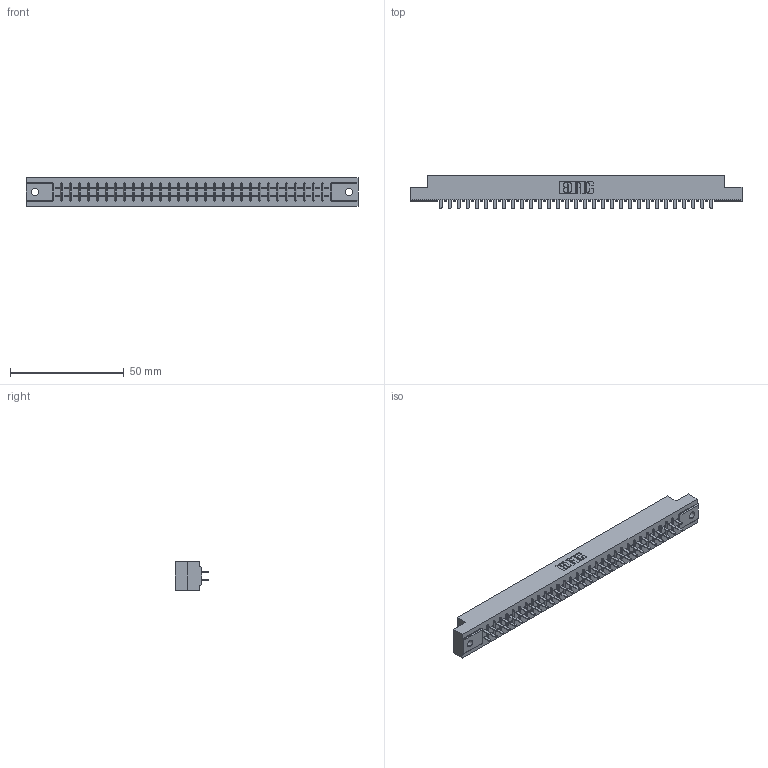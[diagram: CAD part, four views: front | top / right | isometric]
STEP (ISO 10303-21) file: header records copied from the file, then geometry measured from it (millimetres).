
FILE_DESCRIPTION (( 'STEP AP203' ), '1' );
FILE_NAME ('315-062-521-202.STEP', '2019-09-10T20:15:39', ( '' ), ( '' ), 'SwSTEP 2.0', 'SolidWorks 2016', '' );
FILE_SCHEMA (( 'CONFIG_CONTROL_DESIGN' ));
Length unit declared in the file: inch
Products named in the file (3): 315-062-521-202; 305-290-001_521; 305 Part_.128 Dia
Assembly tree (63 placements, depth 2):
  315-062-521-202
    305 Part_.128 Dia
    305-290-001_521  x62
Bounding box: 145.85 x 14.86 x 12.7 mm (x, y, z)
Volume: 15058.7 mm3; surface area: 18331.8 mm2
Topology: 63 solids, 63 shells, 2968 faces, 8469 edges, 5478 vertices
Faces by surface type: plane 1742, cylinder 1102, sphere 124
Entity records: 34786 total; most frequent: CARTESIAN_POINT 5755, ORIENTED_EDGE 5710, DIRECTION 5575, EDGE_CURVE 2855, LINE 2299, VECTOR 2299, VERTEX_POINT 1818, AXIS2_PLACEMENT_3D 1638
